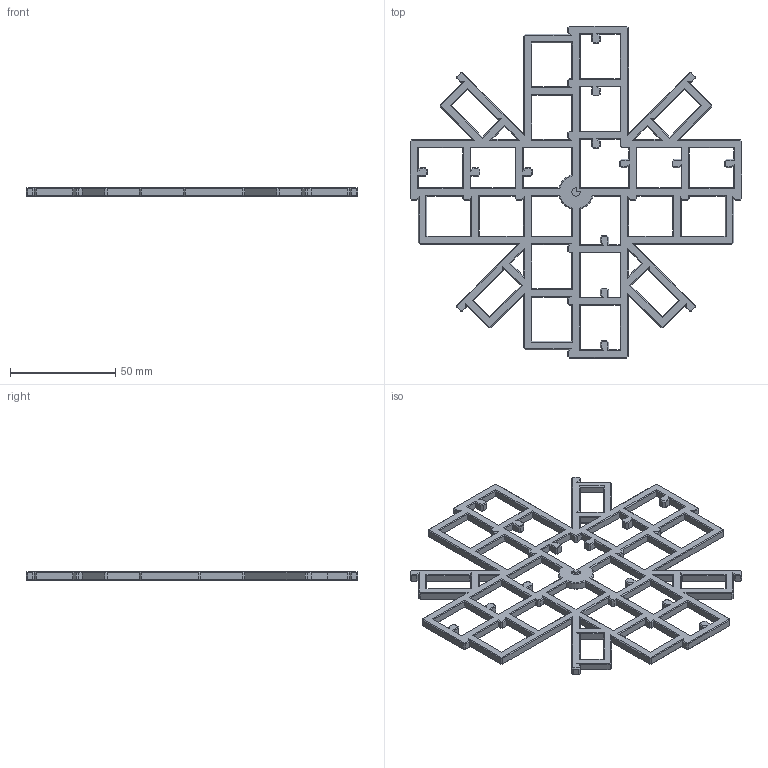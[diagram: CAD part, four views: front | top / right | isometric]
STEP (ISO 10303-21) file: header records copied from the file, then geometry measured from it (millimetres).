
FILE_DESCRIPTION(('Open CASCADE Model'),'2;1');
FILE_NAME('Open CASCADE Shape Model','2024-03-23T13:06:54',('Author'),( 'Open CASCADE'),'Open CASCADE STEP processor 7.7','Open CASCADE 7.7' ,'Unknown');
FILE_SCHEMA(('AUTOMOTIVE_DESIGN { 1 0 10303 214 1 1 1 1 }'));
Length unit declared in the file: millimetre
Products named in the file (1): Open CASCADE STEP translator 7.7 144
Bounding box: 158 x 158 x 4 mm (x, y, z)
Volume: 25774.7 mm3; surface area: 23643 mm2
Topology: 1 solids, 1 shells, 924 faces, 2151 edges, 1230 vertices
Faces by surface type: plane 914, cone 6, cylinder 4
Entity records: 52874 total; most frequent: CARTESIAN_POINT 8893, DIRECTION 8109, LINE 6200, VECTOR 6200, ORIENTED_EDGE 4302, PCURVE 4302, DEFINITIONAL_REPRESENTATION 4302, EDGE_CURVE 2151
